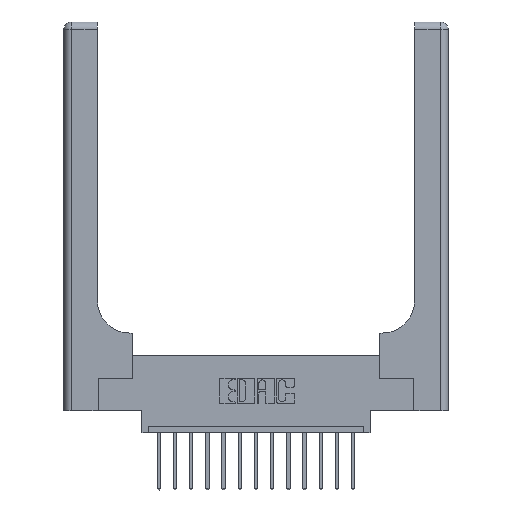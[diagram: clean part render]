
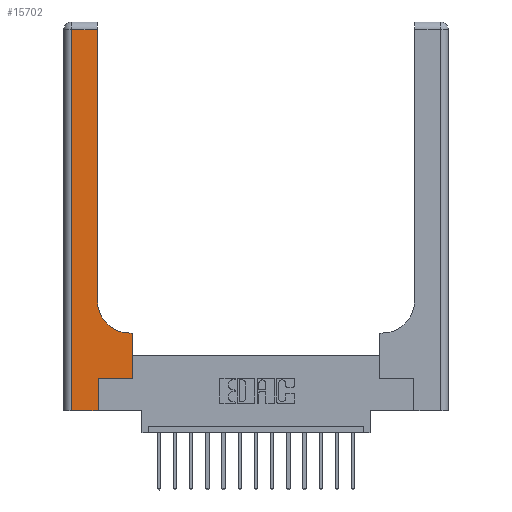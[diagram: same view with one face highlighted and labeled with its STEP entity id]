
A CAD part, top view. The second image highlights one B-rep face of the part: STEP entity #15702.
In plain terms, the highlighted planar face has unit normal (0, 0, 1).
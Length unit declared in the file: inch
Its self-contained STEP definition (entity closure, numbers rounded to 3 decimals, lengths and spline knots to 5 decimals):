
#200 = CARTESIAN_POINT ( 'NONE',  ( 0.528, 0.25, 0.37 ) ) ;
#263 = CARTESIAN_POINT ( 'NONE',  ( 0.06, 2.94, 0.37 ) ) ;
#548 = LINE ( 'NONE', #1506, #12452 ) ;
#1130 = VERTEX_POINT ( 'NONE', #263 ) ;
#1293 = EDGE_CURVE ( 'NONE', #10179, #4200, #9258, .T. ) ;
#1506 = CARTESIAN_POINT ( 'NONE',  ( 0.265, 0.25, 0.37 ) ) ;
#1533 = EDGE_CURVE ( 'NONE', #16251, #2746, #14661, .T. ) ;
#2091 = VERTEX_POINT ( 'NONE', #9757 ) ;
#2099 = ORIENTED_EDGE ( 'NONE', *, *, #6987, .T. ) ;
#2148 = CARTESIAN_POINT ( 'NONE',  ( 0.265, 0.25, 0.37 ) ) ;
#2537 = DIRECTION ( 'NONE',  ( -1., 0., 0. ) ) ;
#2555 = CARTESIAN_POINT ( 'NONE',  ( 0.265, 0., 0.37 ) ) ;
#2560 = CARTESIAN_POINT ( 'NONE',  ( 0.26, 0.85, 0.37 ) ) ;
#2585 = CARTESIAN_POINT ( 'NONE',  ( 0., 3., 0.37 ) ) ;
#2729 = EDGE_CURVE ( 'NONE', #1130, #16251, #11759, .T. ) ;
#2746 = VERTEX_POINT ( 'NONE', #13901 ) ;
#2748 = VECTOR ( 'NONE', #3179, 39.37008 ) ;
#2914 = DIRECTION ( 'NONE',  ( -1., 0., 0. ) ) ;
#2924 = DIRECTION ( 'NONE',  ( 1., 0., 0. ) ) ;
#2967 = CARTESIAN_POINT ( 'NONE',  ( 0.528, 0.6, 0.37 ) ) ;
#3179 = DIRECTION ( 'NONE',  ( 0., -1., 0. ) ) ;
#3844 = ORIENTED_EDGE ( 'NONE', *, *, #1533, .T. ) ;
#4200 = VERTEX_POINT ( 'NONE', #10171 ) ;
#4265 = VECTOR ( 'NONE', #2914, 39.37008 ) ;
#4285 = CIRCLE ( 'NONE', #12232, 0.25 ) ;
#4560 = AXIS2_PLACEMENT_3D ( 'NONE', #2585, #6490, #2537 ) ;
#5094 = FACE_OUTER_BOUND ( 'NONE', #8339, .T. ) ;
#5198 = ORIENTED_EDGE ( 'NONE', *, *, #9270, .T. ) ;
#5512 = ORIENTED_EDGE ( 'NONE', *, *, #11180, .T. ) ;
#5918 = CARTESIAN_POINT ( 'NONE',  ( 0.06, 3., 0.37 ) ) ;
#6490 = DIRECTION ( 'NONE',  ( 0., 0., -1. ) ) ;
#6515 = CARTESIAN_POINT ( 'NONE',  ( 0., 2.94, 0.37 ) ) ;
#6987 = EDGE_CURVE ( 'NONE', #4200, #8974, #4285, .T. ) ;
#7308 = ORIENTED_EDGE ( 'NONE', *, *, #13641, .T. ) ;
#7406 = DIRECTION ( 'NONE',  ( 0., 0., -1. ) ) ;
#7550 = VECTOR ( 'NONE', #11521, 39.37008 ) ;
#7651 = CARTESIAN_POINT ( 'NONE',  ( 0.06, 0., 0.37 ) ) ;
#8339 = EDGE_LOOP ( 'NONE', ( #5198, #15566, #13934, #3844, #7308, #17171, #5512, #9909, #2099 ) ) ;
#8707 = LINE ( 'NONE', #11492, #17050 ) ;
#8974 = VERTEX_POINT ( 'NONE', #2560 ) ;
#9258 = LINE ( 'NONE', #10042, #7550 ) ;
#9270 = EDGE_CURVE ( 'NONE', #8974, #2091, #14226, .T. ) ;
#9641 = DIRECTION ( 'NONE',  ( 1., 0., 0. ) ) ;
#9757 = CARTESIAN_POINT ( 'NONE',  ( 0.26, 2.94, 0.37 ) ) ;
#9909 = ORIENTED_EDGE ( 'NONE', *, *, #1293, .T. ) ;
#9972 = VECTOR ( 'NONE', #10773, 39.37008 ) ;
#10042 = CARTESIAN_POINT ( 'NONE',  ( 0.26, 0.6, 0.37 ) ) ;
#10074 = VECTOR ( 'NONE', #13495, 39.37008 ) ;
#10171 = CARTESIAN_POINT ( 'NONE',  ( 0.51, 0.6, 0.37 ) ) ;
#10179 = VERTEX_POINT ( 'NONE', #2967 ) ;
#10373 = LINE ( 'NONE', #6515, #4265 ) ;
#10773 = DIRECTION ( 'NONE',  ( 0., 1., 0. ) ) ;
#11180 = EDGE_CURVE ( 'NONE', #12534, #10179, #8707, .T. ) ;
#11484 = EDGE_CURVE ( 'NONE', #16768, #12534, #548, .T. ) ;
#11492 = CARTESIAN_POINT ( 'NONE',  ( 0.528, 0.25, 0.37 ) ) ;
#11521 = DIRECTION ( 'NONE',  ( -1., 0., 0. ) ) ;
#11759 = LINE ( 'NONE', #5918, #2748 ) ;
#12122 = EDGE_CURVE ( 'NONE', #2091, #1130, #10373, .T. ) ;
#12232 = AXIS2_PLACEMENT_3D ( 'NONE', #15434, #7406, #16767 ) ;
#12330 = CARTESIAN_POINT ( 'NONE',  ( 0., 0., 0.37 ) ) ;
#12452 = VECTOR ( 'NONE', #9641, 39.37008 ) ;
#12534 = VERTEX_POINT ( 'NONE', #200 ) ;
#13265 = LINE ( 'NONE', #2555, #9972 ) ;
#13333 = CARTESIAN_POINT ( 'NONE',  ( 0.26, 3., 0.37 ) ) ;
#13495 = DIRECTION ( 'NONE',  ( 0., 1., 0. ) ) ;
#13641 = EDGE_CURVE ( 'NONE', #2746, #16768, #13265, .T. ) ;
#13901 = CARTESIAN_POINT ( 'NONE',  ( 0.265, 0., 0.37 ) ) ;
#13934 = ORIENTED_EDGE ( 'NONE', *, *, #2729, .T. ) ;
#14226 = LINE ( 'NONE', #13333, #10074 ) ;
#14258 = VECTOR ( 'NONE', #2924, 39.37008 ) ;
#14661 = LINE ( 'NONE', #12330, #14258 ) ;
#15434 = CARTESIAN_POINT ( 'NONE',  ( 0.51, 0.85, 0.37 ) ) ;
#15466 = DIRECTION ( 'NONE',  ( 0., 1., 0. ) ) ;
#15566 = ORIENTED_EDGE ( 'NONE', *, *, #12122, .T. ) ;
#15702 = ADVANCED_FACE ( 'NONE', ( #5094 ), #16064, .F. ) ;
#16064 = PLANE ( 'NONE',  #4560 ) ;
#16251 = VERTEX_POINT ( 'NONE', #7651 ) ;
#16767 = DIRECTION ( 'NONE',  ( 1., 0., 0. ) ) ;
#16768 = VERTEX_POINT ( 'NONE', #2148 ) ;
#17050 = VECTOR ( 'NONE', #15466, 39.37008 ) ;
#17171 = ORIENTED_EDGE ( 'NONE', *, *, #11484, .T. ) ;
